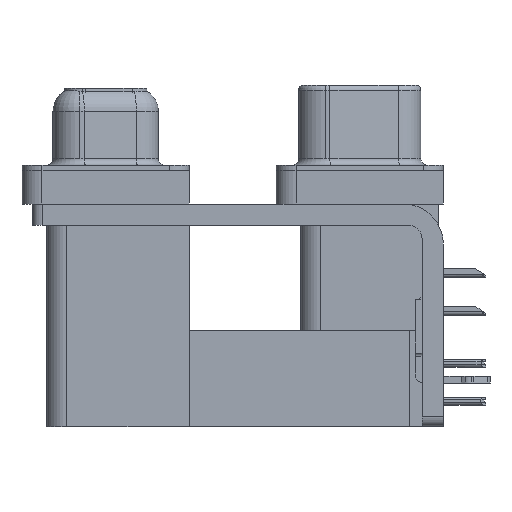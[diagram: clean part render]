
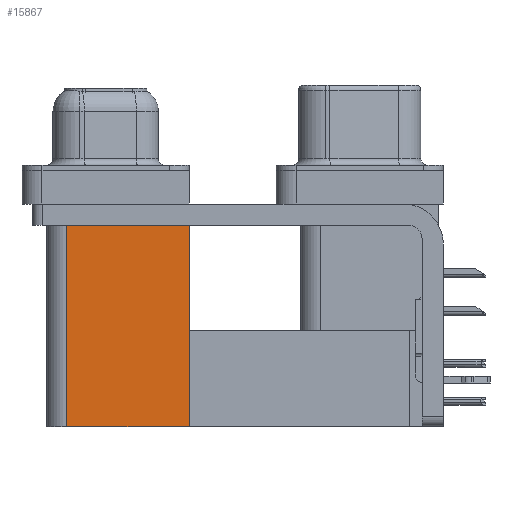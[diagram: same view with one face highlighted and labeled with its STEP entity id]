
A CAD part, left-side view. The second image highlights one B-rep face of the part: STEP entity #15867.
In plain terms, the highlighted planar face has unit normal (-1, 0, 0).
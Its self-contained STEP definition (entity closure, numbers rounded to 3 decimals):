
#417 = FACE_OUTER_BOUND ( 'NONE', #38897, .T. ) ;
#2850 = CARTESIAN_POINT ( 'NONE',  ( 3.765, 12.775, -19.2 ) ) ;
#4896 = EDGE_CURVE ( 'NONE', #32675, #18945, #16267, .T. ) ;
#6345 = CARTESIAN_POINT ( 'NONE',  ( 3.765, 21.975, -19.2 ) ) ;
#6352 = DIRECTION ( 'NONE',  ( 0., 0., 1. ) ) ;
#7013 = DIRECTION ( 'NONE',  ( 0., 1., 0. ) ) ;
#8136 = ORIENTED_EDGE ( 'NONE', *, *, #4896, .T. ) ;
#9652 = LINE ( 'NONE', #6345, #24492 ) ;
#10321 = CARTESIAN_POINT ( 'NONE',  ( 3.765, 12.775, -19.2 ) ) ;
#10857 = DIRECTION ( 'NONE',  ( 0., 1., 0. ) ) ;
#11496 = DIRECTION ( 'NONE',  ( 0., 1., 0. ) ) ;
#13924 = EDGE_CURVE ( 'NONE', #18945, #34775, #41632, .T. ) ;
#14801 = CARTESIAN_POINT ( 'NONE',  ( 3.765, 12.775, -19.2 ) ) ;
#15867 = ADVANCED_FACE ( 'NONE', ( #417 ), #23973, .F. ) ;
#16267 = LINE ( 'NONE', #2850, #30493 ) ;
#16700 = ORIENTED_EDGE ( 'NONE', *, *, #13924, .T. ) ;
#18687 = VERTEX_POINT ( 'NONE', #34685 ) ;
#18945 = VERTEX_POINT ( 'NONE', #33342 ) ;
#21813 = EDGE_CURVE ( 'NONE', #32675, #18687, #34812, .T. ) ;
#22693 = VECTOR ( 'NONE', #11496, 1000. ) ;
#23973 = PLANE ( 'NONE',  #39966 ) ;
#24492 = VECTOR ( 'NONE', #33196, 1000. ) ;
#25908 = ORIENTED_EDGE ( 'NONE', *, *, #26068, .F. ) ;
#26068 = EDGE_CURVE ( 'NONE', #18687, #34775, #9652, .T. ) ;
#26618 = DIRECTION ( 'NONE',  ( 1., 0., 0. ) ) ;
#30493 = VECTOR ( 'NONE', #6352, 1000. ) ;
#30672 = CARTESIAN_POINT ( 'NONE',  ( 3.765, 12.775, -2.5 ) ) ;
#30834 = CARTESIAN_POINT ( 'NONE',  ( 3.765, 21.975, -2.5 ) ) ;
#32622 = CARTESIAN_POINT ( 'NONE',  ( 3.765, 12.775, -19.2 ) ) ;
#32675 = VERTEX_POINT ( 'NONE', #32622 ) ;
#32966 = ORIENTED_EDGE ( 'NONE', *, *, #21813, .F. ) ;
#33196 = DIRECTION ( 'NONE',  ( 0., 0., 1. ) ) ;
#33342 = CARTESIAN_POINT ( 'NONE',  ( 3.765, 12.775, -2.5 ) ) ;
#34685 = CARTESIAN_POINT ( 'NONE',  ( 3.765, 21.975, -19.2 ) ) ;
#34775 = VERTEX_POINT ( 'NONE', #30834 ) ;
#34812 = LINE ( 'NONE', #14801, #22693 ) ;
#38897 = EDGE_LOOP ( 'NONE', ( #16700, #25908, #32966, #8136 ) ) ;
#39966 = AXIS2_PLACEMENT_3D ( 'NONE', #10321, #26618, #7013 ) ;
#40542 = VECTOR ( 'NONE', #10857, 1000. ) ;
#41632 = LINE ( 'NONE', #30672, #40542 ) ;
